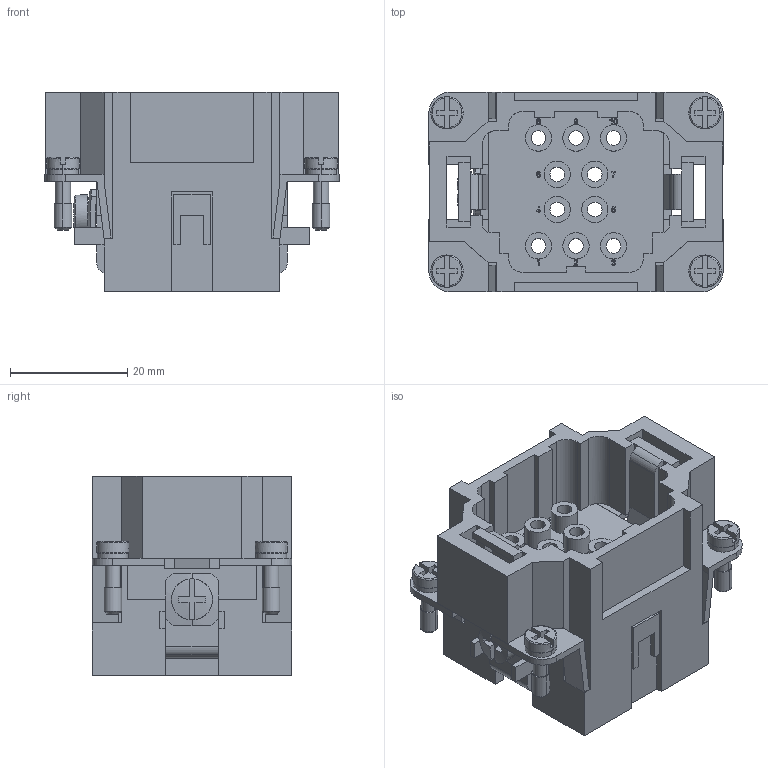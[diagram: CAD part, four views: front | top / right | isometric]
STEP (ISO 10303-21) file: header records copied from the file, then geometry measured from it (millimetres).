
FILE_DESCRIPTION((''),'2;1');
FILE_NAME('CQEM 10.stp','2006-11-28T17:27:46',('gembarski'),(''),'Autodesk Inventor 7','Autodesk Inventor 7','');
FILE_SCHEMA(('AUTOMOTIVE_DESIGN { 1 0 10303 214 1 1 1 1 }'));
Length unit declared in the file: millimetre
Products named in the file (1): CQEM 10
Bounding box: 50.2 x 34 x 34.01 mm (x, y, z)
Volume: 23363.3 mm3; surface area: 17462.1 mm2
Topology: 2 solids, 2 shells, 911 faces, 2429 edges, 1603 vertices
Faces by surface type: plane 403, bspline 373, cylinder 119, torus 8, sphere 4, cone 4
Entity records: 30115 total; most frequent: CARTESIAN_POINT 8822, ORIENTED_EDGE 4864, DIRECTION 3543, EDGE_CURVE 2432, VECTOR 1623, LINE 1623, VERTEX_POINT 1603, EDGE_LOOP 1021
